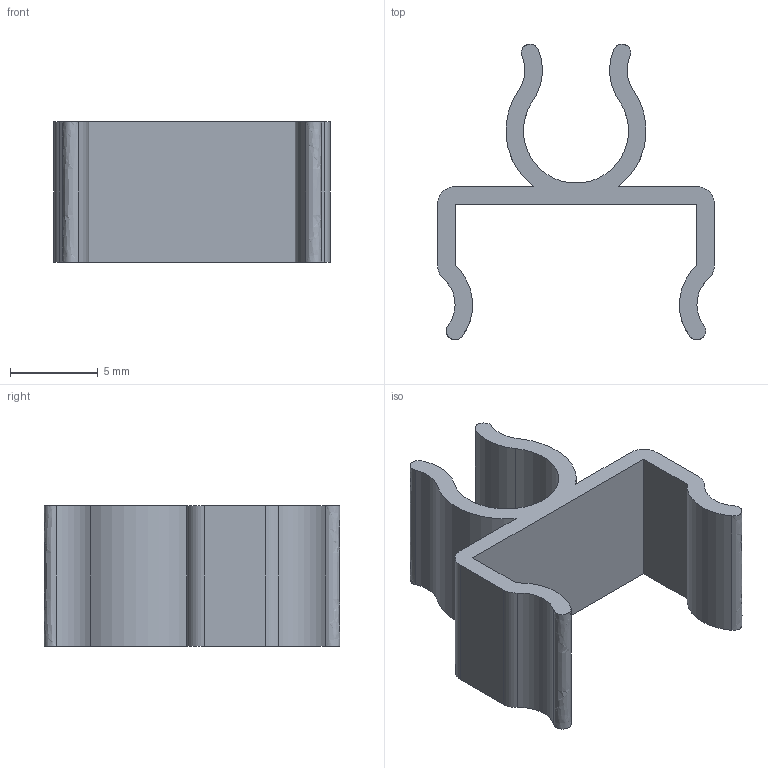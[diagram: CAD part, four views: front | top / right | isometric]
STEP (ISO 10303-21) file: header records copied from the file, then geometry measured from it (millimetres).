
FILE_DESCRIPTION(/* description */ (''),/* implementation_level */ '2;1');
FILE_NAME(/* name */ 'esc clip v2.step',/* time_stamp */ '2022-08-31T09:56:23-04:00',/* author */ (''),/* organization */ (''),/* preprocessor_version */ 'ST-DEVELOPER v19',/* originating_system */ 'Autodesk Translation Framework v11.7.0.108',/* authorisation */ '');
FILE_SCHEMA (('AUTOMOTIVE_DESIGN { 1 0 10303 214 3 1 1 }'));
Length unit declared in the file: millimetre
Products named in the file (1): esc clip
Bounding box: 15.8 x 16.86 x 8 mm (x, y, z)
Volume: 399.5 mm3; surface area: 886.4 mm2
Topology: 1 solids, 1 shells, 28 faces, 86 edges, 60 vertices
Faces by surface type: cylinder 15, plane 9, bspline 4
Entity records: 1168 total; most frequent: CARTESIAN_POINT 379, ORIENTED_EDGE 172, DIRECTION 142, EDGE_CURVE 86, VERTEX_POINT 60, AXIS2_PLACEMENT_3D 55, LINE 32, VECTOR 32
